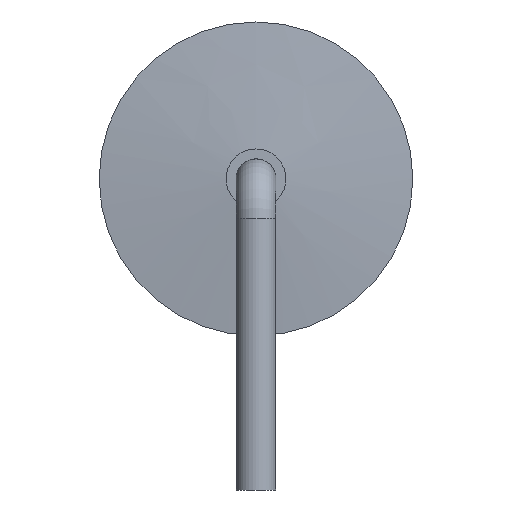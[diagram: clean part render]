
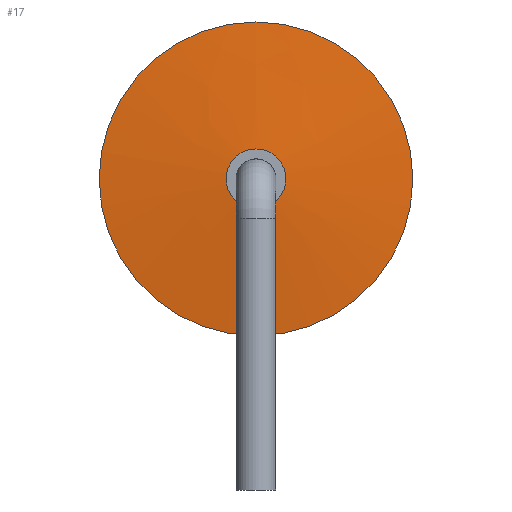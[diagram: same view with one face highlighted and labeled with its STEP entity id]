
A CAD part, left-side view. The second image highlights one B-rep face of the part: STEP entity #17.
In plain terms, the highlighted face is a revolution surface.
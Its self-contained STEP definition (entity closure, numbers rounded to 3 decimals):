
#14=DIRECTION('',(1.,0.,0.));
#17=ADVANCED_FACE('',(#18),#44,.F.);
#18=FACE_BOUND('',#19,.F.);
#19=EDGE_LOOP('',(#20,#28,#37,#43));
#20=ORIENTED_EDGE('',*,*,#21,.T.);
#21=EDGE_CURVE('',#22,#22,#24,.T.);
#22=VERTEX_POINT('',#23);
#23=CARTESIAN_POINT('',(4.94,0.,6.4));
#24=CIRCLE('',#25,3.15);
#25=AXIS2_PLACEMENT_3D('',#26,#14,#27);
#26=CARTESIAN_POINT('',(4.94,0.,3.25));
#27=DIRECTION('',(0.,0.,1.));
#28=ORIENTED_EDGE('',*,*,#29,.T.);
#29=EDGE_CURVE('',#22,#30,#32,.T.);
#30=VERTEX_POINT('',#31);
#31=CARTESIAN_POINT('',(4.7,0.,3.85));
#32=CIRCLE('',#33,328.32);
#33=AXIS2_PLACEMENT_3D('',#34,#35,#36);
#34=CARTESIAN_POINT('',(331.693,0.,    -25.639));
#35=DIRECTION('',(0.,-1.,0.));
#36=DIRECTION('',(1.,0.,0.));
#37=ORIENTED_EDGE('',*,*,#38,.F.);
#38=EDGE_CURVE('',#30,#30,#39,.T.);
#39=CIRCLE('',#40,0.6);
#40=AXIS2_PLACEMENT_3D('',#41,#14,#42);
#41=CARTESIAN_POINT('',(4.7,0.,3.25));
#42=DIRECTION('',(0.,0.,1.));
#43=ORIENTED_EDGE('',*,*,#29,.F.);
#44=SURFACE_OF_REVOLUTION('',#32,#45);
#45=AXIS1_PLACEMENT('',#41,#36);
